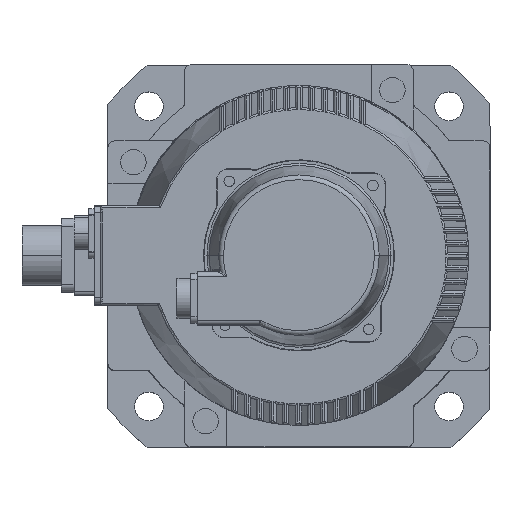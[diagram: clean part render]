
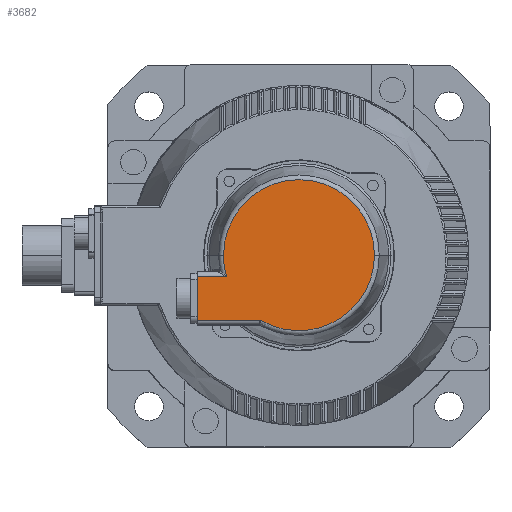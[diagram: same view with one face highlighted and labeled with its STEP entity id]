
A CAD part, top view. The second image highlights one B-rep face of the part: STEP entity #3682.
In plain terms, the highlighted face is planar.
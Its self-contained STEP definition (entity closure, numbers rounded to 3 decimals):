
#146 = DIRECTION ( 'NONE',  ( 0., 0., -1. ) ) ;
#342 = CARTESIAN_POINT ( 'NONE',  ( 10.104, 0., 0. ) ) ;
#1006 = VECTOR ( 'NONE', #13796, 1000. ) ;
#1482 = VERTEX_POINT ( 'NONE', #22219 ) ;
#1795 = CARTESIAN_POINT ( 'NONE',  ( 0., 0., -35.574 ) ) ;
#2591 = DIRECTION ( 'NONE',  ( 0., 0., -1. ) ) ;
#2760 = DIRECTION ( 'NONE',  ( 0., 0., -1. ) ) ;
#3336 = CARTESIAN_POINT ( 'NONE',  ( 0., 0., 0. ) ) ;
#3418 = EDGE_LOOP ( 'NONE', ( #15188, #10624, #10880, #5869, #13296, #26451 ) ) ;
#3682 = ADVANCED_FACE ( 'NONE', ( #28853 ), #7057, .T. ) ;
#3889 = VECTOR ( 'NONE', #11536, 1000. ) ;
#3971 = AXIS2_PLACEMENT_3D ( 'NONE', #11319, #17510, #20420 ) ;
#4629 = AXIS2_PLACEMENT_3D ( 'NONE', #13798, #4799, #2591 ) ;
#4799 = DIRECTION ( 'NONE',  ( 0., -1., 0. ) ) ;
#4939 = LINE ( 'NONE', #7168, #1006 ) ;
#5365 = EDGE_CURVE ( 'NONE', #7546, #19827, #10885, .T. ) ;
#5869 = ORIENTED_EDGE ( 'NONE', *, *, #13362, .T. ) ;
#7057 = PLANE ( 'NONE',  #22881 ) ;
#7168 = CARTESIAN_POINT ( 'NONE',  ( 30.604, 0., 0. ) ) ;
#7283 = DIRECTION ( 'NONE',  ( 1., 0., 0. ) ) ;
#7546 = VERTEX_POINT ( 'NONE', #1795 ) ;
#8217 = VERTEX_POINT ( 'NONE', #9560 ) ;
#8697 = DIRECTION ( 'NONE',  ( 0., -1., 0. ) ) ;
#9560 = CARTESIAN_POINT ( 'NONE',  ( 10.104, 0., -48. ) ) ;
#10624 = ORIENTED_EDGE ( 'NONE', *, *, #17699, .T. ) ;
#10775 = EDGE_CURVE ( 'NONE', #15653, #14650, #4939, .T. ) ;
#10880 = ORIENTED_EDGE ( 'NONE', *, *, #5365, .T. ) ;
#10885 = CIRCLE ( 'NONE', #18408, 35.574 ) ;
#11319 = CARTESIAN_POINT ( 'NONE',  ( 0., 0., 0. ) ) ;
#11536 = DIRECTION ( 'NONE',  ( 0., 0., -1. ) ) ;
#13296 = ORIENTED_EDGE ( 'NONE', *, *, #28867, .T. ) ;
#13362 = EDGE_CURVE ( 'NONE', #19827, #8217, #23133, .T. ) ;
#13576 = CIRCLE ( 'NONE', #4629, 35.574 ) ;
#13796 = DIRECTION ( 'NONE',  ( 0., 0., 1. ) ) ;
#13798 = CARTESIAN_POINT ( 'NONE',  ( 0., 0., 0. ) ) ;
#13906 = LINE ( 'NONE', #27430, #22416 ) ;
#14650 = VERTEX_POINT ( 'NONE', #18533 ) ;
#15188 = ORIENTED_EDGE ( 'NONE', *, *, #24359, .T. ) ;
#15653 = VERTEX_POINT ( 'NONE', #21072 ) ;
#17510 = DIRECTION ( 'NONE',  ( 0., -1., 0. ) ) ;
#17699 = EDGE_CURVE ( 'NONE', #1482, #7546, #13576, .T. ) ;
#18408 = AXIS2_PLACEMENT_3D ( 'NONE', #3336, #22898, #2760 ) ;
#18533 = CARTESIAN_POINT ( 'NONE',  ( 30.604, 0., -18.136 ) ) ;
#19827 = VERTEX_POINT ( 'NONE', #20617 ) ;
#20420 = DIRECTION ( 'NONE',  ( 0., 0., -1. ) ) ;
#20617 = CARTESIAN_POINT ( 'NONE',  ( 10.104, 0., -34.109 ) ) ;
#21072 = CARTESIAN_POINT ( 'NONE',  ( 30.604, 0., -48. ) ) ;
#21807 = CIRCLE ( 'NONE', #3971, 35.574 ) ;
#22219 = CARTESIAN_POINT ( 'NONE',  ( 0., 0., 35.574 ) ) ;
#22416 = VECTOR ( 'NONE', #7283, 1000. ) ;
#22881 = AXIS2_PLACEMENT_3D ( 'NONE', #26622, #8697, #146 ) ;
#22898 = DIRECTION ( 'NONE',  ( 0., -1., 0. ) ) ;
#23133 = LINE ( 'NONE', #342, #3889 ) ;
#24359 = EDGE_CURVE ( 'NONE', #14650, #1482, #21807, .T. ) ;
#26451 = ORIENTED_EDGE ( 'NONE', *, *, #10775, .T. ) ;
#26622 = CARTESIAN_POINT ( 'NONE',  ( 37.5, 0., 0. ) ) ;
#27430 = CARTESIAN_POINT ( 'NONE',  ( 7.854, 0., -48. ) ) ;
#28853 = FACE_OUTER_BOUND ( 'NONE', #3418, .T. ) ;
#28867 = EDGE_CURVE ( 'NONE', #8217, #15653, #13906, .T. ) ;
